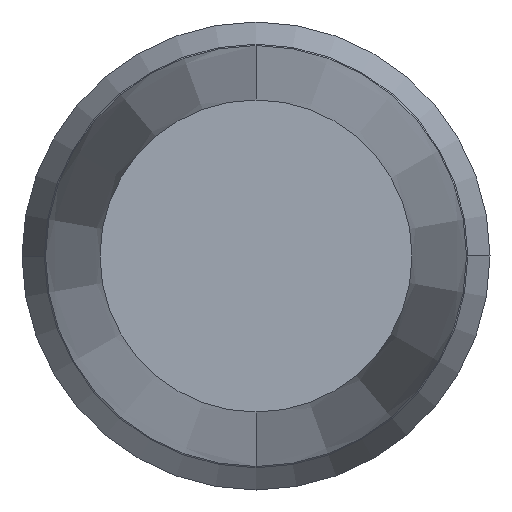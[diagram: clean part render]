
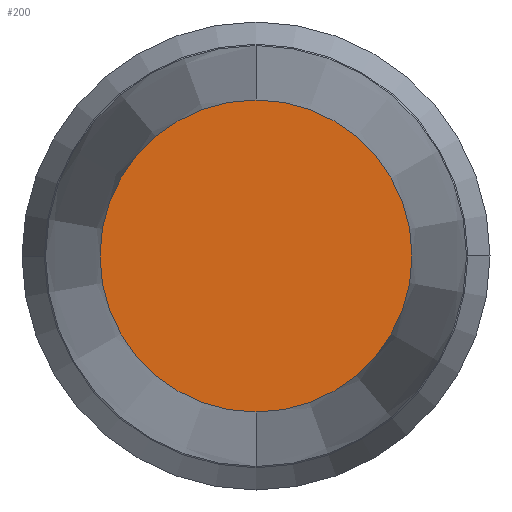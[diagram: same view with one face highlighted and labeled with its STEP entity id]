
A CAD part, front view. The second image highlights one B-rep face of the part: STEP entity #200.
In plain terms, the highlighted planar face has unit normal (0, -1, 0).
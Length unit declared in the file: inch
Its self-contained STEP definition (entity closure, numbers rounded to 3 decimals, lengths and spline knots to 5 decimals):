
#18 = DIRECTION ( 'NONE',  ( 0., -1., 0. ) ) ;
#29 = VERTEX_POINT ( 'NONE', #215 ) ;
#30 = CARTESIAN_POINT ( 'NONE',  ( 0., 0., 0. ) ) ;
#32 = AXIS2_PLACEMENT_3D ( 'NONE', #408, #18, #157 ) ;
#64 = ORIENTED_EDGE ( 'NONE', *, *, #156, .T. ) ;
#88 = FACE_OUTER_BOUND ( 'NONE', #315, .T. ) ;
#95 = DIRECTION ( 'NONE',  ( 0., 0., -1. ) ) ;
#132 = ORIENTED_EDGE ( 'NONE', *, *, #209, .T. ) ;
#156 = EDGE_CURVE ( 'NONE', #392, #29, #216, .T. ) ;
#157 = DIRECTION ( 'NONE',  ( 0., 0., -1. ) ) ;
#183 = CIRCLE ( 'NONE', #303, 0.125 ) ;
#184 = PLANE ( 'NONE',  #426 ) ;
#200 = ADVANCED_FACE ( 'NONE', ( #88 ), #184, .T. ) ;
#209 = EDGE_CURVE ( 'NONE', #29, #392, #183, .T. ) ;
#215 = CARTESIAN_POINT ( 'NONE',  ( 0., 0., 0.125 ) ) ;
#216 = CIRCLE ( 'NONE', #32, 0.125 ) ;
#243 = DIRECTION ( 'NONE',  ( 0., 0., -1. ) ) ;
#282 = CARTESIAN_POINT ( 'NONE',  ( 0., 0., 0. ) ) ;
#303 = AXIS2_PLACEMENT_3D ( 'NONE', #30, #352, #243 ) ;
#309 = DIRECTION ( 'NONE',  ( 0., -1., 0. ) ) ;
#315 = EDGE_LOOP ( 'NONE', ( #132, #64 ) ) ;
#352 = DIRECTION ( 'NONE',  ( 0., -1., 0. ) ) ;
#392 = VERTEX_POINT ( 'NONE', #402 ) ;
#402 = CARTESIAN_POINT ( 'NONE',  ( 0., 0., -0.125 ) ) ;
#408 = CARTESIAN_POINT ( 'NONE',  ( 0., 0., 0. ) ) ;
#426 = AXIS2_PLACEMENT_3D ( 'NONE', #282, #309, #95 ) ;
